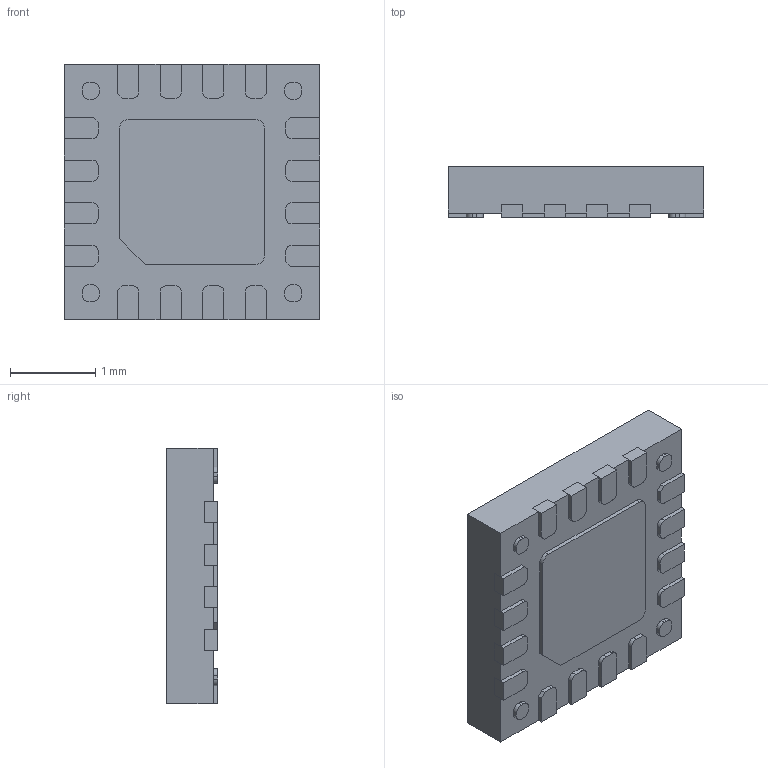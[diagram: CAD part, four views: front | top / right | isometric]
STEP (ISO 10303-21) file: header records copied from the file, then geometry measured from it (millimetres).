
FILE_DESCRIPTION (( 'STEP AP214' ), '1' );
FILE_NAME ('RFX2401C.STEP', '2023-06-19T08:33:37', ( '' ), ( '' ), 'SwSTEP 2.0', 'SolidWorks 2021', '' );
FILE_SCHEMA (( 'AUTOMOTIVE_DESIGN' ));
Length unit declared in the file: millimetre
Products named in the file (1): RFX2401C
Bounding box: 3 x 0.6 x 3 mm (x, y, z)
Volume: 5.2 mm3; surface area: 40.4 mm2
Topology: 23 solids, 23 shells, 332 faces, 840 edges, 560 vertices
Faces by surface type: plane 242, cylinder 90
Entity records: 10176 total; most frequent: CARTESIAN_POINT 1733, DIRECTION 1686, ORIENTED_EDGE 1680, EDGE_CURVE 840, LINE 660, VECTOR 660, VERTEX_POINT 560, AXIS2_PLACEMENT_3D 513
